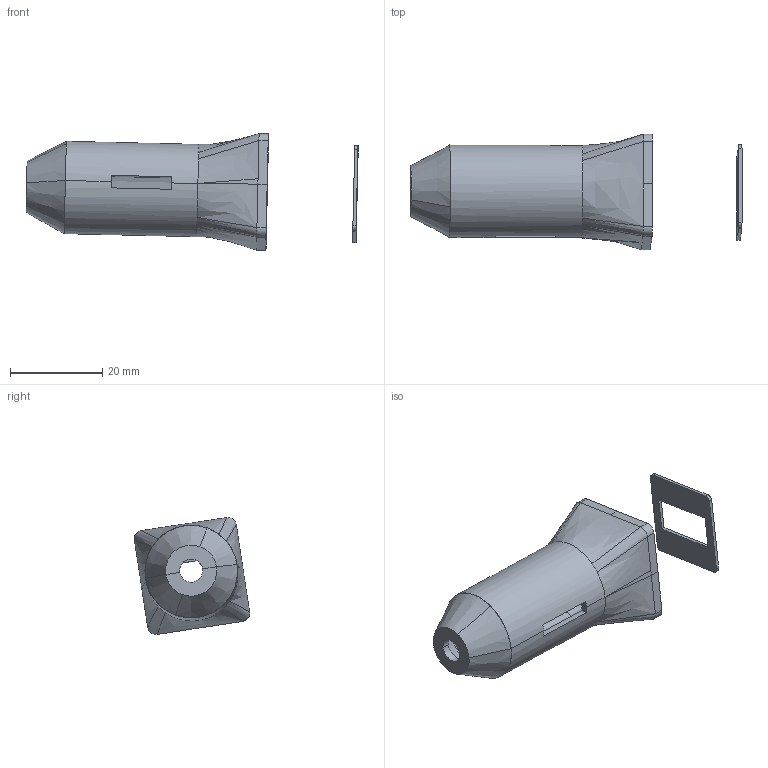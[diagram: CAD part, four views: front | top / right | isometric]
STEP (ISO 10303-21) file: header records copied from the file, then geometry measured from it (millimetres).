
FILE_DESCRIPTION(('CATIA V5 STEP Exchange'),'2;1');
FILE_NAME('Usbcar210414.stp','2014-04-21T07:50:51+00:00',('none'),('none'),'CATIA Version 5 Release 19 SP 2 (IN-10)','CATIA V5 STEP AP203','none');
FILE_SCHEMA(('CONFIG_CONTROL_DESIGN'));
Length unit declared in the file: millimetre
Products named in the file (1): Product2
Assembly tree (3 placements, depth 2):
  Product2
    #56  x2
    #2448
Bounding box: 71.86 x 24.96 x 25.33 mm (x, y, z)
Volume: 5432 mm3; surface area: 7845.7 mm2
Topology: 3 solids, 3 shells, 114 faces, 314 edges, 206 vertices
Faces by surface type: plane 64, bspline 24, cylinder 18, cone 8
Entity records: 2877 total; most frequent: CARTESIAN_POINT 1295, ORIENTED_EDGE 350, DIRECTION 240, EDGE_CURVE 175, VERTEX_POINT 115, VECTOR 108, LINE 108, AXIS2_PLACEMENT_3D 81
